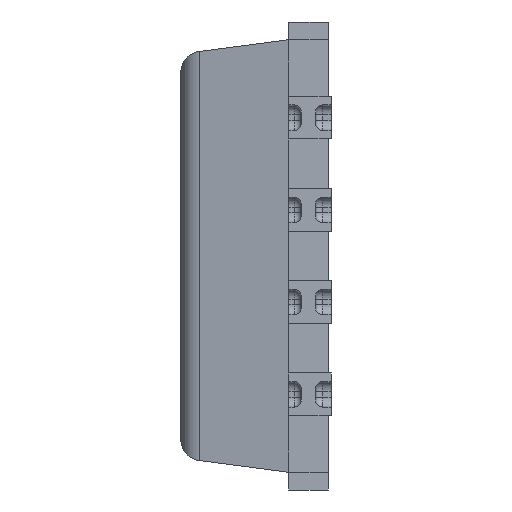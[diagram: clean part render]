
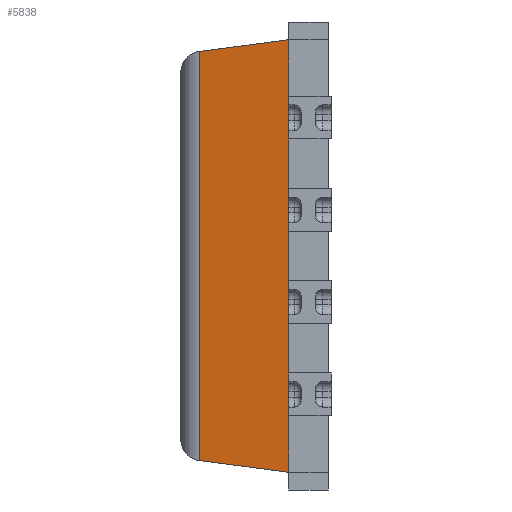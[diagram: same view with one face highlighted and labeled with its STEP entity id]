
A CAD part, left-side view. The second image highlights one B-rep face of the part: STEP entity #5838.
In plain terms, the highlighted planar face has unit normal (-0.992, 0.131, 0).
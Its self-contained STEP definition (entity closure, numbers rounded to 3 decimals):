
#5 = ORIENTED_EDGE ( 'NONE', *, *, #7302, .T. ) ;
#45 = DIRECTION ( 'NONE',  ( -0.991, 0.13, 0. ) ) ;
#181 = EDGE_LOOP ( 'NONE', ( #5, #13714, #5762, #10908, #13431, #9805, #1447, #12934, #12273, #1656, #12568, #4092 ) ) ;
#236 = CARTESIAN_POINT ( 'NONE',  ( -1.525, 0.28, -1.525 ) ) ;
#677 = VECTOR ( 'NONE', #9354, 1000. ) ;
#703 = VECTOR ( 'NONE', #3223, 1000. ) ;
#988 = VECTOR ( 'NONE', #13819, 1000. ) ;
#1049 = CARTESIAN_POINT ( 'NONE',  ( -1.401, 1.221, -1.401 ) ) ;
#1133 = EDGE_CURVE ( 'NONE', #3689, #10285, #2352, .T. ) ;
#1153 = EDGE_CURVE ( 'NONE', #7580, #3481, #5172, .T. ) ;
#1184 = VERTEX_POINT ( 'NONE', #1354 ) ;
#1264 = CARTESIAN_POINT ( 'NONE',  ( -1.442, 0.91, 0. ) ) ;
#1354 = CARTESIAN_POINT ( 'NONE',  ( -1.525, 0.28, -1.525 ) ) ;
#1447 = ORIENTED_EDGE ( 'NONE', *, *, #13747, .F. ) ;
#1540 = CARTESIAN_POINT ( 'NONE',  ( -1.525, 0.28, -1.525 ) ) ;
#1656 = ORIENTED_EDGE ( 'NONE', *, *, #3959, .F. ) ;
#1728 = VECTOR ( 'NONE', #7642, 1000. ) ;
#1919 = EDGE_CURVE ( 'NONE', #3166, #10743, #2471, .T. ) ;
#2021 = CARTESIAN_POINT ( 'NONE',  ( -1.525, 0.28, -1.525 ) ) ;
#2045 = VERTEX_POINT ( 'NONE', #11300 ) ;
#2246 = EDGE_CURVE ( 'NONE', #4669, #3689, #2456, .T. ) ;
#2301 = VERTEX_POINT ( 'NONE', #9812 ) ;
#2352 = LINE ( 'NONE', #8909, #7299 ) ;
#2416 = DIRECTION ( 'NONE',  ( 0., 0., -1. ) ) ;
#2456 = LINE ( 'NONE', #12713, #13631 ) ;
#2471 = LINE ( 'NONE', #236, #13801 ) ;
#2556 = CARTESIAN_POINT ( 'NONE',  ( -1.525, 0.28, -1.125 ) ) ;
#2800 = EDGE_CURVE ( 'NONE', #8908, #3166, #10227, .T. ) ;
#2931 = EDGE_CURVE ( 'NONE', #12189, #7580, #8677, .T. ) ;
#3166 = VERTEX_POINT ( 'NONE', #5953 ) ;
#3213 = CARTESIAN_POINT ( 'NONE',  ( -1.525, 0.28, -0.475 ) ) ;
#3223 = DIRECTION ( 'NONE',  ( 0.129, 0.983, 0.129 ) ) ;
#3481 = VERTEX_POINT ( 'NONE', #13011 ) ;
#3623 = DIRECTION ( 'NONE',  ( 0., 0., -1. ) ) ;
#3689 = VERTEX_POINT ( 'NONE', #6165 ) ;
#3736 = CARTESIAN_POINT ( 'NONE',  ( -1.525, 0.28, -1.525 ) ) ;
#3959 = EDGE_CURVE ( 'NONE', #10285, #12189, #9299, .T. ) ;
#4079 = PLANE ( 'NONE',  #12334 ) ;
#4092 = ORIENTED_EDGE ( 'NONE', *, *, #2246, .F. ) ;
#4202 = CARTESIAN_POINT ( 'NONE',  ( -1.425, 1.04, 0. ) ) ;
#4395 = DIRECTION ( 'NONE',  ( 0., 0., -1. ) ) ;
#4492 = DIRECTION ( 'NONE',  ( 0., 0., -1. ) ) ;
#4590 = VECTOR ( 'NONE', #12146, 1000. ) ;
#4669 = VERTEX_POINT ( 'NONE', #5066 ) ;
#4927 = DIRECTION ( 'NONE',  ( 0., 0., -1. ) ) ;
#5066 = CARTESIAN_POINT ( 'NONE',  ( -1.525, 0.28, 1.525 ) ) ;
#5172 = LINE ( 'NONE', #1540, #7141 ) ;
#5343 = DIRECTION ( 'NONE',  ( 0., 0., -1. ) ) ;
#5648 = CARTESIAN_POINT ( 'NONE',  ( -1.525, 0.28, 0.175 ) ) ;
#5762 = ORIENTED_EDGE ( 'NONE', *, *, #11764, .F. ) ;
#5838 = ADVANCED_FACE ( 'NONE', ( #7693 ), #4079, .T. ) ;
#5953 = CARTESIAN_POINT ( 'NONE',  ( -1.525, 0.28, -0.825 ) ) ;
#6165 = CARTESIAN_POINT ( 'NONE',  ( -1.525, 0.28, 1.125 ) ) ;
#6319 = VECTOR ( 'NONE', #4492, 1000. ) ;
#6322 = CARTESIAN_POINT ( 'NONE',  ( -1.525, 0.28, -1.525 ) ) ;
#7141 = VECTOR ( 'NONE', #12123, 1000. ) ;
#7299 = VECTOR ( 'NONE', #3623, 1000. ) ;
#7302 = EDGE_CURVE ( 'NONE', #4669, #2301, #11692, .T. ) ;
#7377 = LINE ( 'NONE', #3736, #4590 ) ;
#7580 = VERTEX_POINT ( 'NONE', #5648 ) ;
#7642 = DIRECTION ( 'NONE',  ( 0., 0., -1. ) ) ;
#7693 = FACE_OUTER_BOUND ( 'NONE', #181, .T. ) ;
#8677 = LINE ( 'NONE', #10819, #11896 ) ;
#8678 = EDGE_CURVE ( 'NONE', #10743, #1184, #12429, .T. ) ;
#8908 = VERTEX_POINT ( 'NONE', #3213 ) ;
#8909 = CARTESIAN_POINT ( 'NONE',  ( -1.525, 0.28, -1.525 ) ) ;
#9299 = LINE ( 'NONE', #6322, #988 ) ;
#9348 = LINE ( 'NONE', #1049, #703 ) ;
#9354 = DIRECTION ( 'NONE',  ( 0.129, 0.983, -0.129 ) ) ;
#9569 = VECTOR ( 'NONE', #4927, 1000. ) ;
#9805 = ORIENTED_EDGE ( 'NONE', *, *, #2800, .F. ) ;
#9812 = CARTESIAN_POINT ( 'NONE',  ( -1.442, 0.91, 1.442 ) ) ;
#10227 = LINE ( 'NONE', #2021, #1728 ) ;
#10285 = VERTEX_POINT ( 'NONE', #12363 ) ;
#10743 = VERTEX_POINT ( 'NONE', #2556 ) ;
#10819 = CARTESIAN_POINT ( 'NONE',  ( -1.525, 0.28, -1.525 ) ) ;
#10908 = ORIENTED_EDGE ( 'NONE', *, *, #8678, .F. ) ;
#10935 = DIRECTION ( 'NONE',  ( 0., 0., -1. ) ) ;
#11160 = CARTESIAN_POINT ( 'NONE',  ( -1.525, 0.28, 0.475 ) ) ;
#11300 = CARTESIAN_POINT ( 'NONE',  ( -1.442, 0.91, -1.442 ) ) ;
#11692 = LINE ( 'NONE', #12602, #677 ) ;
#11764 = EDGE_CURVE ( 'NONE', #1184, #2045, #9348, .T. ) ;
#11896 = VECTOR ( 'NONE', #2416, 1000. ) ;
#12123 = DIRECTION ( 'NONE',  ( 0., 0., -1. ) ) ;
#12146 = DIRECTION ( 'NONE',  ( 0., 0., -1. ) ) ;
#12189 = VERTEX_POINT ( 'NONE', #11160 ) ;
#12273 = ORIENTED_EDGE ( 'NONE', *, *, #2931, .F. ) ;
#12334 = AXIS2_PLACEMENT_3D ( 'NONE', #4202, #45, #4395 ) ;
#12363 = CARTESIAN_POINT ( 'NONE',  ( -1.525, 0.28, 0.825 ) ) ;
#12389 = EDGE_CURVE ( 'NONE', #2301, #2045, #13863, .T. ) ;
#12429 = LINE ( 'NONE', #13473, #9569 ) ;
#12568 = ORIENTED_EDGE ( 'NONE', *, *, #1133, .F. ) ;
#12602 = CARTESIAN_POINT ( 'NONE',  ( -1.401, 1.221, 1.401 ) ) ;
#12713 = CARTESIAN_POINT ( 'NONE',  ( -1.525, 0.28, -1.525 ) ) ;
#12934 = ORIENTED_EDGE ( 'NONE', *, *, #1153, .F. ) ;
#13011 = CARTESIAN_POINT ( 'NONE',  ( -1.525, 0.28, -0.175 ) ) ;
#13431 = ORIENTED_EDGE ( 'NONE', *, *, #1919, .F. ) ;
#13473 = CARTESIAN_POINT ( 'NONE',  ( -1.525, 0.28, -1.525 ) ) ;
#13631 = VECTOR ( 'NONE', #5343, 1000. ) ;
#13714 = ORIENTED_EDGE ( 'NONE', *, *, #12389, .T. ) ;
#13747 = EDGE_CURVE ( 'NONE', #3481, #8908, #7377, .T. ) ;
#13801 = VECTOR ( 'NONE', #10935, 1000. ) ;
#13819 = DIRECTION ( 'NONE',  ( 0., 0., -1. ) ) ;
#13863 = LINE ( 'NONE', #1264, #6319 ) ;
